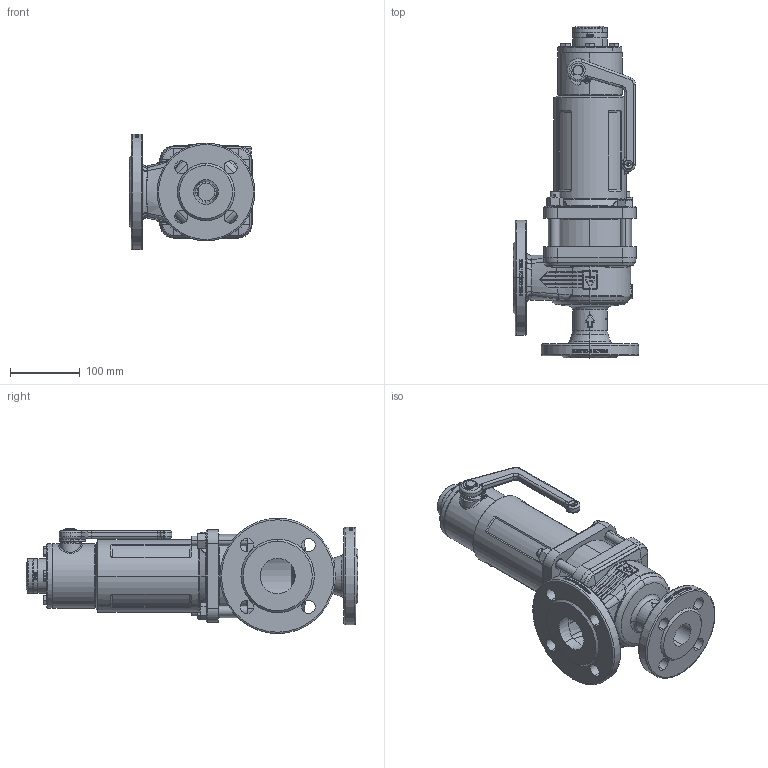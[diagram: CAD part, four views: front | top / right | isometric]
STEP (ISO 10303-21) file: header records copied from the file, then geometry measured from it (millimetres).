
FILE_DESCRIPTION (( 'STEP AP214' ), '1' );
FILE_NAME ('355TBGFL_32_FLFL_3250_MD.STEP', '2020-07-23T07:15:04', ( '' ), ( '' ), 'SwSTEP 2.0', 'SolidWorks 2020', '' );
FILE_SCHEMA (( 'AUTOMOTIVE_DESIGN' ));
Length unit declared in the file: millimetre
Products named in the file (1): 355TBGFL_32_FLFL_3250_MD
Bounding box: 180 x 475.3 x 165 mm (x, y, z)
Volume: 2198730.9 mm3; surface area: 522659.6 mm2
Topology: 22 solids, 22 shells, 2265 faces, 6053 edges, 4023 vertices
Faces by surface type: bspline 656, cylinder 610, plane 604, cone 246, torus 141, sphere 8
Entity records: 169403 total; most frequent: CARTESIAN_POINT 92341, ORIENTED_EDGE 12022, DIRECTION 9058, EDGE_CURVE 6011, VERTEX_POINT 4021, AXIS2_PLACEMENT_3D 3625, EDGE_LOOP 2576, UNCERTAINTY_MEASURE_WITH_UNIT 2277
